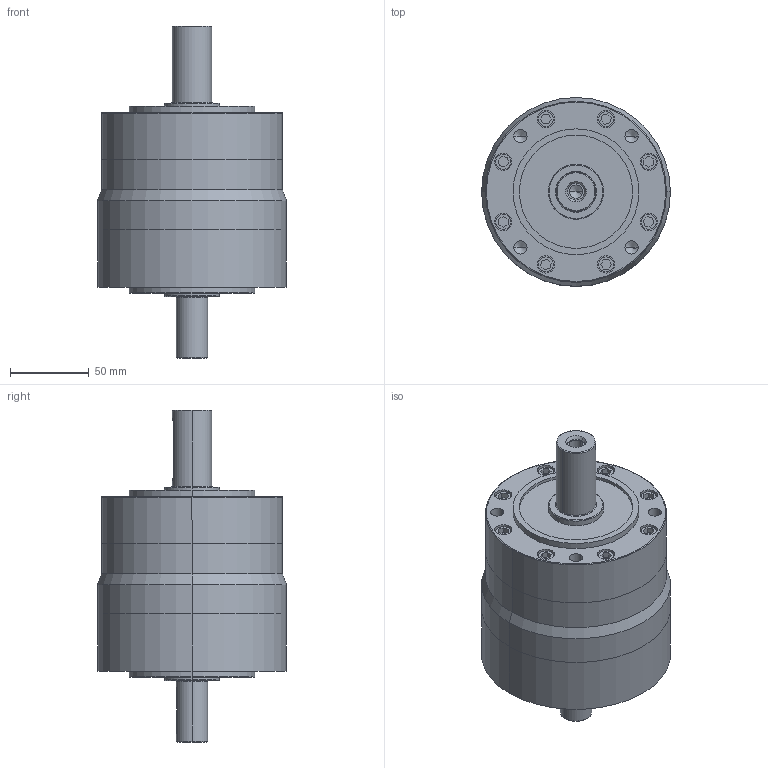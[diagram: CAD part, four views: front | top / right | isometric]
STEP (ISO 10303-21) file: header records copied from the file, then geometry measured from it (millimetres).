
FILE_DESCRIPTION (( 'STEP AP214' ), '1' );
FILE_NAME ('VGSE115等撰耀倰.STEP', '2018-07-18T06:19:53', ( 'Windows' ), ( 'Microsoft' ), 'SwSTEP 2.0', 'SolidWorks 2016', '' );
FILE_SCHEMA (( 'AUTOMOTIVE_DESIGN' ));
Length unit declared in the file: millimetre
Products named in the file (1): VGSE115等撰耀倰
Bounding box: 120 x 120 x 211 mm (x, y, z)
Volume: 1255114.1 mm3; surface area: 128796 mm2
Topology: 3 solids, 3 shells, 270 faces, 608 edges, 382 vertices
Faces by surface type: plane 130, cylinder 98, cone 26, torus 16
Entity records: 7858 total; most frequent: CARTESIAN_POINT 1371, DIRECTION 1354, ORIENTED_EDGE 1176, EDGE_CURVE 588, AXIS2_PLACEMENT_3D 501, VERTEX_POINT 382, VECTOR 352, LINE 352
